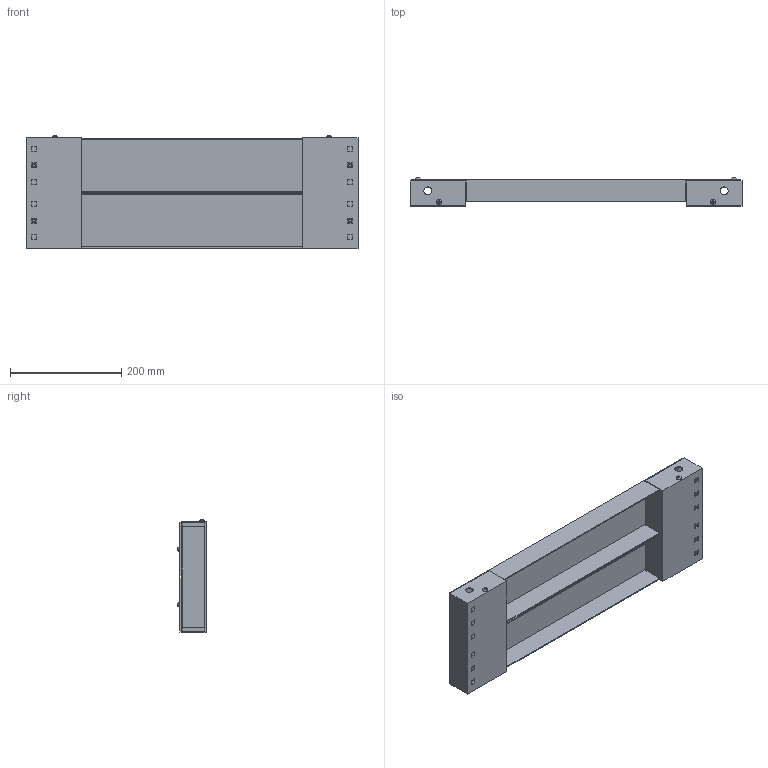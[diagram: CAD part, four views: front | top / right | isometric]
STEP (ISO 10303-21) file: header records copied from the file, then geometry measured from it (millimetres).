
FILE_DESCRIPTION (( 'STEP AP203' ), '1' );
FILE_NAME ('ZAK062.step', '2021-06-30T17:21:42', ( 'ADC123' ), ( 'Microsoft' ), 'SwSTEP 2.0', 'SolidWorks 2021', '' );
FILE_SCHEMA (( 'CONFIG_CONTROL_DESIGN' ));
Length unit declared in the file: inch
Products named in the file (1): ZAK062
Bounding box: 598 x 50.7 x 203.74 mm (x, y, z)
Volume: 559608.9 mm3; surface area: 572573.6 mm2
Topology: 18 solids, 18 shells, 742 faces, 1976 edges, 1282 vertices
Faces by surface type: plane 466, cylinder 252, cone 14, bspline 10
Full cylindrical faces by diameter (mm): 4.25 x4, 4.917 x4, 5 x2, 6 x4, 7 x8, 10 x2, 14 x8, 15.5 x8
Entity records: 23773 total; most frequent: CARTESIAN_POINT 5253, ORIENTED_EDGE 3840, DIRECTION 3672, EDGE_CURVE 1920, VECTOR 1426, LINE 1426, VERTEX_POINT 1276, AXIS2_PLACEMENT_3D 1123
